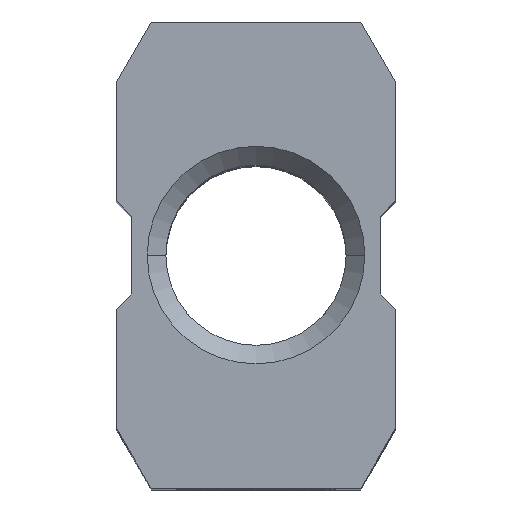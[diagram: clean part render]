
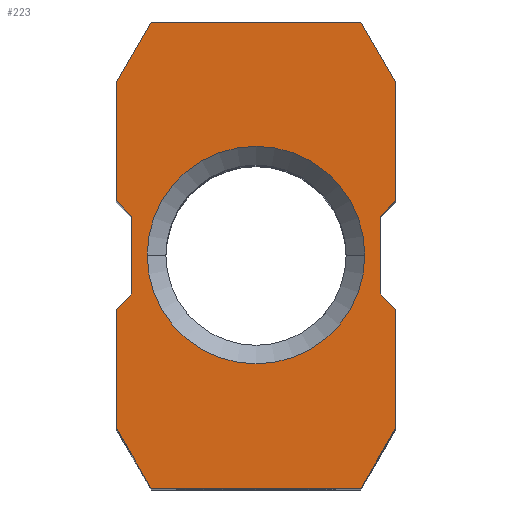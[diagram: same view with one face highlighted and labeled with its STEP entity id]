
A CAD part, top view. The second image highlights one B-rep face of the part: STEP entity #223.
In plain terms, the highlighted planar face has unit normal (0, 0, 1).
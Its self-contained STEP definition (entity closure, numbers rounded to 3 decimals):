
#25 = VERTEX_POINT ( 'NONE', #119 ) ;
#44 = PLANE ( 'NONE',  #2071 ) ;
#51 = CARTESIAN_POINT ( 'NONE',  ( -7., 15., 0. ) ) ;
#72 = CARTESIAN_POINT ( 'NONE',  ( 9., 26.103, 0. ) ) ;
#74 = CARTESIAN_POINT ( 'NONE',  ( -8., 17.5, 0. ) ) ;
#98 = CARTESIAN_POINT ( 'NONE',  ( -7.757, 28.257, 0. ) ) ;
#105 = CARTESIAN_POINT ( 'NONE',  ( 8., 17.5, 0. ) ) ;
#119 = CARTESIAN_POINT ( 'NONE',  ( 6.75, 30., 0. ) ) ;
#129 = DIRECTION ( 'NONE',  ( 0., 0., 1. ) ) ;
#149 = CARTESIAN_POINT ( 'NONE',  ( 7., 15., 0. ) ) ;
#152 = CARTESIAN_POINT ( 'NONE',  ( 6.75, 0., 0. ) ) ;
#216 = CARTESIAN_POINT ( 'NONE',  ( -8., 12.5, 0. ) ) ;
#223 = ADVANCED_FACE ( 'NONE', ( #553, #557 ), #44, .T. ) ;
#259 = CARTESIAN_POINT ( 'NONE',  ( 9., 3.897, 0. ) ) ;
#286 = CARTESIAN_POINT ( 'NONE',  ( -6.75, 0., 0. ) ) ;
#288 = CARTESIAN_POINT ( 'NONE',  ( 8., 12.5, 0. ) ) ;
#303 = VERTEX_POINT ( 'NONE', #444 ) ;
#308 = VERTEX_POINT ( 'NONE', #105 ) ;
#330 = CARTESIAN_POINT ( 'NONE',  ( 9., 11.5, 0. ) ) ;
#378 = CARTESIAN_POINT ( 'NONE',  ( -9., 11.5, 0. ) ) ;
#379 = CARTESIAN_POINT ( 'NONE',  ( -9., 18.5, 0. ) ) ;
#384 = CARTESIAN_POINT ( 'NONE',  ( -9., 26.103, 0. ) ) ;
#417 = CARTESIAN_POINT ( 'NONE',  ( 9., 18.5, 0. ) ) ;
#423 = DIRECTION ( 'NONE',  ( 1., 0., 0. ) ) ;
#444 = CARTESIAN_POINT ( 'NONE',  ( -6.75, 30., 0. ) ) ;
#450 = CARTESIAN_POINT ( 'NONE',  ( -9., 3.897, 0. ) ) ;
#472 = VERTEX_POINT ( 'NONE', #72 ) ;
#476 = VERTEX_POINT ( 'NONE', #288 ) ;
#481 = VERTEX_POINT ( 'NONE', #379 ) ;
#485 = VERTEX_POINT ( 'NONE', #417 ) ;
#525 = VERTEX_POINT ( 'NONE', #330 ) ;
#527 = VERTEX_POINT ( 'NONE', #384 ) ;
#541 = VERTEX_POINT ( 'NONE', #74 ) ;
#553 = FACE_BOUND ( 'NONE', #696, .T. ) ;
#557 = FACE_OUTER_BOUND ( 'NONE', #1041, .T. ) ;
#582 = VERTEX_POINT ( 'NONE', #152 ) ;
#583 = VERTEX_POINT ( 'NONE', #450 ) ;
#596 = VERTEX_POINT ( 'NONE', #149 ) ;
#597 = VERTEX_POINT ( 'NONE', #51 ) ;
#609 = VERTEX_POINT ( 'NONE', #259 ) ;
#614 = VERTEX_POINT ( 'NONE', #216 ) ;
#616 = VERTEX_POINT ( 'NONE', #378 ) ;
#621 = VERTEX_POINT ( 'NONE', #286 ) ;
#665 = ORIENTED_EDGE ( 'NONE', *, *, #2039, .T. ) ;
#673 = ORIENTED_EDGE ( 'NONE', *, *, #2036, .T. ) ;
#686 = LINE ( 'NONE', #1192, #699 ) ;
#690 = LINE ( 'NONE', #1298, #761 ) ;
#696 = EDGE_LOOP ( 'NONE', ( #1030, #1080 ) ) ;
#699 = VECTOR ( 'NONE', #1317, 1000. ) ;
#725 = VECTOR ( 'NONE', #1881, 1000. ) ;
#728 = LINE ( 'NONE', #1856, #725 ) ;
#746 = LINE ( 'NONE', #1310, #769 ) ;
#761 = VECTOR ( 'NONE', #1300, 1000. ) ;
#769 = VECTOR ( 'NONE', #1264, 1000. ) ;
#770 = LINE ( 'NONE', #1272, #826 ) ;
#776 = LINE ( 'NONE', #1281, #779 ) ;
#779 = VECTOR ( 'NONE', #1283, 1000. ) ;
#800 = LINE ( 'NONE', #1561, #843 ) ;
#803 = CIRCLE ( 'NONE', #2137, 7. ) ;
#826 = VECTOR ( 'NONE', #1273, 1000. ) ;
#843 = VECTOR ( 'NONE', #1611, 1000. ) ;
#862 = ORIENTED_EDGE ( 'NONE', *, *, #1944, .T. ) ;
#863 = ORIENTED_EDGE ( 'NONE', *, *, #2012, .T. ) ;
#894 = ORIENTED_EDGE ( 'NONE', *, *, #2033, .T. ) ;
#897 = ORIENTED_EDGE ( 'NONE', *, *, #1975, .T. ) ;
#916 = ORIENTED_EDGE ( 'NONE', *, *, #2042, .T. ) ;
#953 = ORIENTED_EDGE ( 'NONE', *, *, #1996, .T. ) ;
#958 = ORIENTED_EDGE ( 'NONE', *, *, #2015, .T. ) ;
#1030 = ORIENTED_EDGE ( 'NONE', *, *, #1955, .T. ) ;
#1031 = ORIENTED_EDGE ( 'NONE', *, *, #1993, .T. ) ;
#1041 = EDGE_LOOP ( 'NONE', ( #862, #916, #665, #673, #894, #1088, #1083, #1151, #958, #863, #1133, #1091, #1100, #953, #1031, #897 ) ) ;
#1080 = ORIENTED_EDGE ( 'NONE', *, *, #2045, .T. ) ;
#1083 = ORIENTED_EDGE ( 'NONE', *, *, #2026, .T. ) ;
#1088 = ORIENTED_EDGE ( 'NONE', *, *, #2028, .T. ) ;
#1091 = ORIENTED_EDGE ( 'NONE', *, *, #2002, .T. ) ;
#1100 = ORIENTED_EDGE ( 'NONE', *, *, #1999, .T. ) ;
#1133 = ORIENTED_EDGE ( 'NONE', *, *, #2005, .T. ) ;
#1151 = ORIENTED_EDGE ( 'NONE', *, *, #2020, .T. ) ;
#1192 = CARTESIAN_POINT ( 'NONE',  ( 9., 26.103, 0. ) ) ;
#1209 = DIRECTION ( 'NONE',  ( 1., 0., 0. ) ) ;
#1210 = CARTESIAN_POINT ( 'NONE',  ( -6.75, 0., 0. ) ) ;
#1219 = LINE ( 'NONE', #1502, #1288 ) ;
#1233 = VECTOR ( 'NONE', #1395, 1000. ) ;
#1237 = VECTOR ( 'NONE', #1382, 1000. ) ;
#1240 = LINE ( 'NONE', #1398, #1233 ) ;
#1246 = VECTOR ( 'NONE', #1209, 1000. ) ;
#1248 = LINE ( 'NONE', #1348, #1446 ) ;
#1249 = LINE ( 'NONE', #1386, #1311 ) ;
#1254 = LINE ( 'NONE', #1210, #1246 ) ;
#1264 = DIRECTION ( 'NONE',  ( 0.707, 0.707, 0. ) ) ;
#1269 = VECTOR ( 'NONE', #1297, 1000. ) ;
#1272 = CARTESIAN_POINT ( 'NONE',  ( 8., 12.5, 0. ) ) ;
#1273 = DIRECTION ( 'NONE',  ( 0., 1., 0. ) ) ;
#1275 = LINE ( 'NONE', #1296, #1269 ) ;
#1281 = CARTESIAN_POINT ( 'NONE',  ( 9., 11.5, 0. ) ) ;
#1283 = DIRECTION ( 'NONE',  ( -0.707, 0.707, 0. ) ) ;
#1288 = VECTOR ( 'NONE', #1474, 1000. ) ;
#1294 = LINE ( 'NONE', #1368, #1237 ) ;
#1296 = CARTESIAN_POINT ( 'NONE',  ( 6.75, 0., 0. ) ) ;
#1297 = DIRECTION ( 'NONE',  ( 0.5, 0.866, 0. ) ) ;
#1298 = CARTESIAN_POINT ( 'NONE',  ( 9., 18.5, 0. ) ) ;
#1299 = VECTOR ( 'NONE', #1357, 1000. ) ;
#1300 = DIRECTION ( 'NONE',  ( 0., 1., 0. ) ) ;
#1309 = LINE ( 'NONE', #1424, #1314 ) ;
#1310 = CARTESIAN_POINT ( 'NONE',  ( 8., 17.5, 0. ) ) ;
#1311 = VECTOR ( 'NONE', #1388, 1000. ) ;
#1314 = VECTOR ( 'NONE', #1420, 1000. ) ;
#1317 = DIRECTION ( 'NONE',  ( -0.5, 0.866, 0. ) ) ;
#1323 = CIRCLE ( 'NONE', #2157, 7. ) ;
#1348 = CARTESIAN_POINT ( 'NONE',  ( -8., 12.5, 0. ) ) ;
#1349 = DIRECTION ( 'NONE',  ( 0., -1., 0. ) ) ;
#1355 = CARTESIAN_POINT ( 'NONE',  ( -8., 17.5, 0. ) ) ;
#1357 = DIRECTION ( 'NONE',  ( 0.707, -0.707, 0. ) ) ;
#1368 = CARTESIAN_POINT ( 'NONE',  ( -6.75, 0., 0. ) ) ;
#1382 = DIRECTION ( 'NONE',  ( 0.5, -0.866, 0. ) ) ;
#1386 = CARTESIAN_POINT ( 'NONE',  ( -9., 3.897, 0. ) ) ;
#1388 = DIRECTION ( 'NONE',  ( 0., -1., 0. ) ) ;
#1395 = DIRECTION ( 'NONE',  ( -0.707, -0.707, 0. ) ) ;
#1398 = CARTESIAN_POINT ( 'NONE',  ( -9., 11.5, 0. ) ) ;
#1407 = LINE ( 'NONE', #1355, #1299 ) ;
#1420 = DIRECTION ( 'NONE',  ( 0., -1., 0. ) ) ;
#1424 = CARTESIAN_POINT ( 'NONE',  ( -9., 18.5, 0. ) ) ;
#1446 = VECTOR ( 'NONE', #1349, 1000. ) ;
#1474 = DIRECTION ( 'NONE',  ( 0., 1., 0. ) ) ;
#1478 = DIRECTION ( 'NONE',  ( 0., 0., -1. ) ) ;
#1479 = DIRECTION ( 'NONE',  ( 1., 0., 0. ) ) ;
#1481 = CARTESIAN_POINT ( 'NONE',  ( 0., 15., 0. ) ) ;
#1502 = CARTESIAN_POINT ( 'NONE',  ( 9., 3.897, 0. ) ) ;
#1561 = CARTESIAN_POINT ( 'NONE',  ( -9., 26.103, 0. ) ) ;
#1596 = CARTESIAN_POINT ( 'NONE',  ( 0., 15., 0. ) ) ;
#1597 = DIRECTION ( 'NONE',  ( 1., 0., 0. ) ) ;
#1598 = DIRECTION ( 'NONE',  ( 0., 0., -1. ) ) ;
#1611 = DIRECTION ( 'NONE',  ( -0.5, -0.866, 0. ) ) ;
#1856 = CARTESIAN_POINT ( 'NONE',  ( 6.75, 30., 0. ) ) ;
#1881 = DIRECTION ( 'NONE',  ( -1., 0., 0. ) ) ;
#1944 = EDGE_CURVE ( 'NONE', #303, #527, #800, .T. ) ;
#1955 = EDGE_CURVE ( 'NONE', #596, #597, #803, .T. ) ;
#1975 = EDGE_CURVE ( 'NONE', #25, #303, #728, .T. ) ;
#1993 = EDGE_CURVE ( 'NONE', #472, #25, #686, .T. ) ;
#1996 = EDGE_CURVE ( 'NONE', #485, #472, #690, .T. ) ;
#1999 = EDGE_CURVE ( 'NONE', #308, #485, #746, .T. ) ;
#2002 = EDGE_CURVE ( 'NONE', #476, #308, #770, .T. ) ;
#2005 = EDGE_CURVE ( 'NONE', #525, #476, #776, .T. ) ;
#2012 = EDGE_CURVE ( 'NONE', #609, #525, #1219, .T. ) ;
#2015 = EDGE_CURVE ( 'NONE', #582, #609, #1275, .T. ) ;
#2020 = EDGE_CURVE ( 'NONE', #621, #582, #1254, .T. ) ;
#2026 = EDGE_CURVE ( 'NONE', #583, #621, #1294, .T. ) ;
#2028 = EDGE_CURVE ( 'NONE', #616, #583, #1249, .T. ) ;
#2033 = EDGE_CURVE ( 'NONE', #614, #616, #1240, .T. ) ;
#2036 = EDGE_CURVE ( 'NONE', #541, #614, #1248, .T. ) ;
#2039 = EDGE_CURVE ( 'NONE', #481, #541, #1407, .T. ) ;
#2042 = EDGE_CURVE ( 'NONE', #527, #481, #1309, .T. ) ;
#2045 = EDGE_CURVE ( 'NONE', #597, #596, #1323, .T. ) ;
#2071 = AXIS2_PLACEMENT_3D ( 'NONE', #98, #129, #423 ) ;
#2137 = AXIS2_PLACEMENT_3D ( 'NONE', #1596, #1598, #1597 ) ;
#2157 = AXIS2_PLACEMENT_3D ( 'NONE', #1481, #1478, #1479 ) ;
